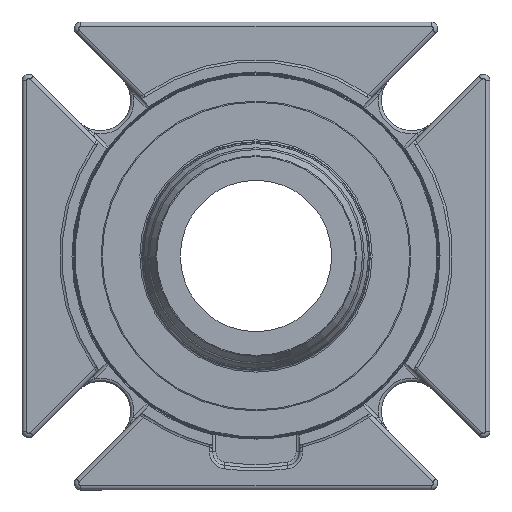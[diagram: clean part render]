
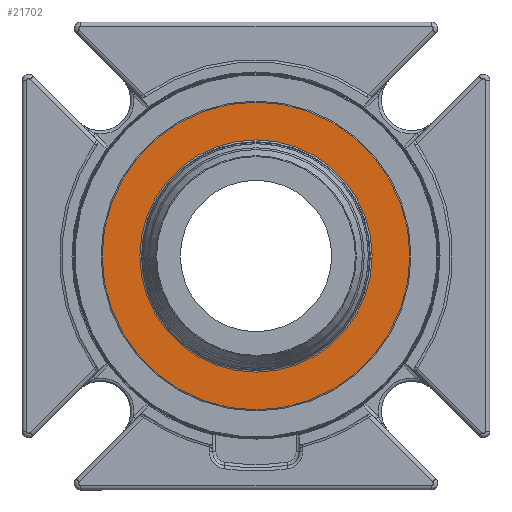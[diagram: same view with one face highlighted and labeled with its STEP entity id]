
A CAD part, left-side view. The second image highlights one B-rep face of the part: STEP entity #21702.
In plain terms, the highlighted planar face has unit normal (-1, 0, 0).
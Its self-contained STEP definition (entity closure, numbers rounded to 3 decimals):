
#7888=ORIENTED_EDGE('',*,*,#10183,.T.);
#7889=ORIENTED_EDGE('',*,*,#10184,.T.);
#10183=EDGE_CURVE('',#11686,#11686,#12266,.T.);
#10184=EDGE_CURVE('',#11687,#11687,#12267,.T.);
#11686=VERTEX_POINT('',#35728);
#11687=VERTEX_POINT('',#35731);
#12266=CIRCLE('',#23087,26.784);
#12267=CIRCLE('',#23089,35.497);
#13254=EDGE_LOOP('',(#7888));
#13255=EDGE_LOOP('',(#7889));
#14261=FACE_BOUND('',#13254,.T.);
#14262=FACE_BOUND('',#13255,.T.);
#14624=PLANE('',#23088);
#21702=ADVANCED_FACE('',(#14261,#14262),#14624,.F.);
#23087=AXIS2_PLACEMENT_3D('',#35727,#26949,#26950);
#23088=AXIS2_PLACEMENT_3D('',#35729,#26951,#26952);
#23089=AXIS2_PLACEMENT_3D('',#35730,#26953,#26954);
#26949=DIRECTION('',(1.,0.,0.));
#26950=DIRECTION('',(0.,1.,0.));
#26951=DIRECTION('',(1.,0.,0.));
#26952=DIRECTION('',(0.,1.,0.));
#26953=DIRECTION('',(-1.,0.,0.));
#26954=DIRECTION('',(0.,-1.,0.));
#35727=CARTESIAN_POINT('',(40.157,0.,0.));
#35728=CARTESIAN_POINT('',(40.157,26.784,0.));
#35729=CARTESIAN_POINT('',(40.157,-35.497,0.));
#35730=CARTESIAN_POINT('',(40.157,0.,0.));
#35731=CARTESIAN_POINT('',(40.157,-35.497,0.));
